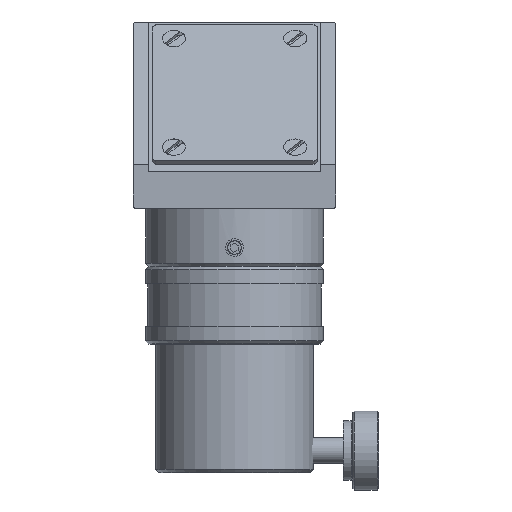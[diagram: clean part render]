
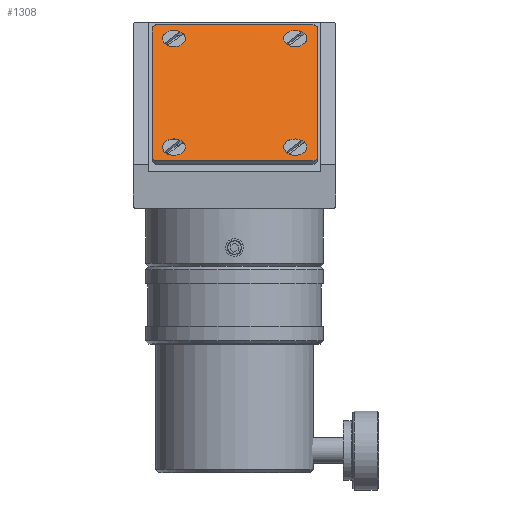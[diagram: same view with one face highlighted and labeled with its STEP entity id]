
A CAD part, top view. The second image highlights one B-rep face of the part: STEP entity #1308.
In plain terms, the highlighted face is planar.
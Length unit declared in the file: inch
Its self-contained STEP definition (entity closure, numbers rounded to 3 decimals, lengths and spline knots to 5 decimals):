
#650=CARTESIAN_POINT('',(0.64575,0.75763,0.03));
#651=VERTEX_POINT('',#650);
#652=CARTESIAN_POINT('',(0.66575,0.73763,0.03));
#653=VERTEX_POINT('',#652);
#654=CARTESIAN_POINT('',(0.64575,0.75763,0.03));
#655=DIRECTION('',(0.707,-0.707,0.0));
#656=VECTOR('',#655,0.02828);
#657=LINE('',#654,#656);
#658=EDGE_CURVE('',#651,#653,#657,.T.);
#699=CARTESIAN_POINT('',(-0.53425,0.75763,0.03));
#700=VERTEX_POINT('',#699);
#707=CARTESIAN_POINT('',(-0.53425,0.75763,0.03));
#708=DIRECTION('',(1.0,0.0,0.0));
#709=VECTOR('',#708,1.18);
#710=LINE('',#707,#709);
#711=EDGE_CURVE('',#700,#651,#710,.T.);
#821=CARTESIAN_POINT('',(0.66575,-0.26737,0.03));
#822=VERTEX_POINT('',#821);
#823=CARTESIAN_POINT('',(0.64575,-0.28737,0.03));
#824=VERTEX_POINT('',#823);
#825=CARTESIAN_POINT('',(0.66575,-0.26737,0.03));
#826=DIRECTION('',(-0.707,-0.707,0.0));
#827=VECTOR('',#826,0.02828);
#828=LINE('',#825,#827);
#829=EDGE_CURVE('',#822,#824,#828,.T.);
#853=CARTESIAN_POINT('',(-0.53425,-0.28737,0.03));
#854=VERTEX_POINT('',#853);
#855=CARTESIAN_POINT('',(0.64575,-0.28737,0.03));
#856=DIRECTION('',(-1.0,0.0,0.0));
#857=VECTOR('',#856,1.18);
#858=LINE('',#855,#857);
#859=EDGE_CURVE('',#824,#854,#858,.T.);
#876=CARTESIAN_POINT('',(-0.55425,-0.26737,0.03));
#877=VERTEX_POINT('',#876);
#878=CARTESIAN_POINT('',(-0.53425,-0.28737,0.03));
#879=DIRECTION('',(-0.707,0.707,0.0));
#880=VECTOR('',#879,0.02828);
#881=LINE('',#878,#880);
#882=EDGE_CURVE('',#854,#877,#881,.T.);
#900=CARTESIAN_POINT('',(-0.55425,0.73763,0.03));
#901=VERTEX_POINT('',#900);
#902=CARTESIAN_POINT('',(-0.55425,0.73763,0.03));
#903=DIRECTION('',(0.707,0.707,0.0));
#904=VECTOR('',#903,0.02828);
#905=LINE('',#902,#904);
#906=EDGE_CURVE('',#901,#700,#905,.T.);
#945=CARTESIAN_POINT('',(-0.35825,-0.14837,0.03));
#946=VERTEX_POINT('',#945);
#947=CARTESIAN_POINT('',(-0.43125,-0.14837,0.03));
#948=DIRECTION('',(0.0,0.0,-1.0));
#949=DIRECTION('',(1.0,0.0,0.0));
#950=AXIS2_PLACEMENT_3D('',#947,#948,#949);
#951=CIRCLE('',#950,0.073);
#952=EDGE_CURVE('',#946,#946,#951,.T.);
#1027=CARTESIAN_POINT('',(-0.35825,0.61863,0.03));
#1028=VERTEX_POINT('',#1027);
#1029=CARTESIAN_POINT('',(-0.43125,0.61863,0.03));
#1030=DIRECTION('',(0.0,0.0,-1.0));
#1031=DIRECTION('',(1.0,0.0,0.0));
#1032=AXIS2_PLACEMENT_3D('',#1029,#1030,#1031);
#1033=CIRCLE('',#1032,0.073);
#1034=EDGE_CURVE('',#1028,#1028,#1033,.T.);
#1109=CARTESIAN_POINT('',(0.61475,0.61863,0.03));
#1110=VERTEX_POINT('',#1109);
#1111=CARTESIAN_POINT('',(0.54175,0.61863,0.03));
#1112=DIRECTION('',(0.0,0.0,-1.0));
#1113=DIRECTION('',(1.0,0.0,0.0));
#1114=AXIS2_PLACEMENT_3D('',#1111,#1112,#1113);
#1115=CIRCLE('',#1114,0.073);
#1116=EDGE_CURVE('',#1110,#1110,#1115,.T.);
#1191=CARTESIAN_POINT('',(0.61475,-0.14837,0.03));
#1192=VERTEX_POINT('',#1191);
#1193=CARTESIAN_POINT('',(0.54175,-0.14837,0.03));
#1194=DIRECTION('',(0.0,0.0,-1.0));
#1195=DIRECTION('',(1.0,0.0,0.0));
#1196=AXIS2_PLACEMENT_3D('',#1193,#1194,#1195);
#1197=CIRCLE('',#1196,0.073);
#1198=EDGE_CURVE('',#1192,#1192,#1197,.T.);
#1253=CARTESIAN_POINT('',(-0.55425,-0.26737,0.03));
#1254=DIRECTION('',(0.0,1.0,0.0));
#1255=VECTOR('',#1254,1.005);
#1256=LINE('',#1253,#1255);
#1257=EDGE_CURVE('',#877,#901,#1256,.T.);
#1270=CARTESIAN_POINT('',(0.66575,0.73763,0.03));
#1271=DIRECTION('',(0.0,-1.0,0.0));
#1272=VECTOR('',#1271,1.005);
#1273=LINE('',#1270,#1272);
#1274=EDGE_CURVE('',#653,#822,#1273,.T.);
#1281=CARTESIAN_POINT('',(0.05575,0.23513,0.03));
#1282=DIRECTION('',(0.0,0.0,1.0));
#1283=DIRECTION('',(1.0,0.0,0.0));
#1284=AXIS2_PLACEMENT_3D('',#1281,#1282,#1283);
#1285=PLANE('',#1284);
#1286=ORIENTED_EDGE('',*,*,#658,.F.);
#1287=ORIENTED_EDGE('',*,*,#711,.F.);
#1288=ORIENTED_EDGE('',*,*,#906,.F.);
#1289=ORIENTED_EDGE('',*,*,#1257,.F.);
#1290=ORIENTED_EDGE('',*,*,#882,.F.);
#1291=ORIENTED_EDGE('',*,*,#859,.F.);
#1292=ORIENTED_EDGE('',*,*,#829,.F.);
#1293=ORIENTED_EDGE('',*,*,#1274,.F.);
#1294=EDGE_LOOP('',(#1286,#1287,#1288,#1289,#1290,#1291,#1292,#1293));
#1295=FACE_OUTER_BOUND('',#1294,.T.);
#1296=ORIENTED_EDGE('',*,*,#952,.T.);
#1297=EDGE_LOOP('',(#1296));
#1298=FACE_BOUND('',#1297,.T.);
#1299=ORIENTED_EDGE('',*,*,#1034,.T.);
#1300=EDGE_LOOP('',(#1299));
#1301=FACE_BOUND('',#1300,.T.);
#1302=ORIENTED_EDGE('',*,*,#1116,.T.);
#1303=EDGE_LOOP('',(#1302));
#1304=FACE_BOUND('',#1303,.T.);
#1305=ORIENTED_EDGE('',*,*,#1198,.T.);
#1306=EDGE_LOOP('',(#1305));
#1307=FACE_BOUND('',#1306,.T.);
#1308=ADVANCED_FACE('',(#1295,#1298,#1301,#1304,#1307),#1285,.T.);
